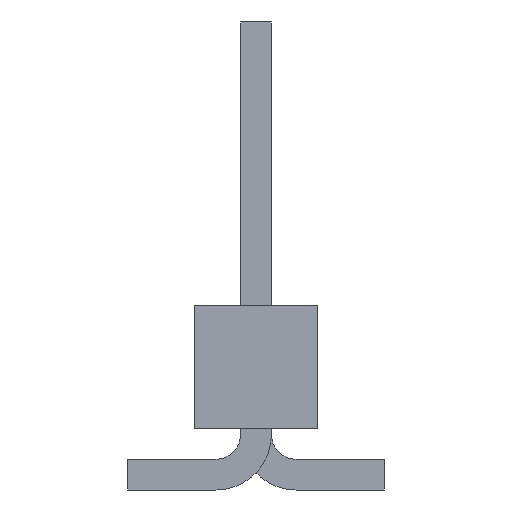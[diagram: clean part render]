
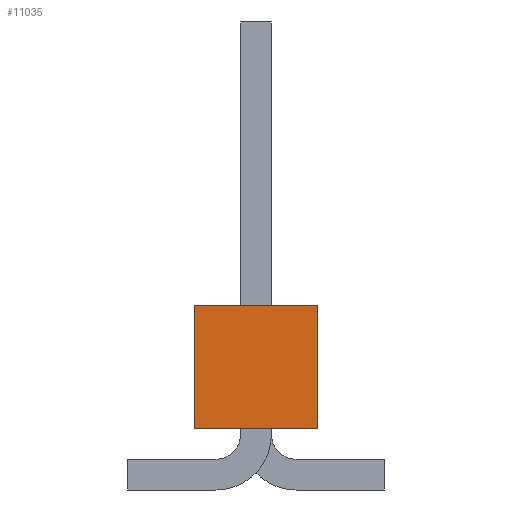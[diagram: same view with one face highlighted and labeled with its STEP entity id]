
A CAD part, left-side view. The second image highlights one B-rep face of the part: STEP entity #11035.
In plain terms, the highlighted planar face has unit normal (-1, 0, 0).
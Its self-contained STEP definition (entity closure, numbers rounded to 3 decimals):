
#1630 = VERTEX_POINT('',#1631);
#1631 = CARTESIAN_POINT('',(-58.42,1.27,-1.27));
#1637 = EDGE_CURVE('',#1630,#1638,#1640,.T.);
#1638 = VERTEX_POINT('',#1639);
#1639 = CARTESIAN_POINT('',(-58.42,1.27,1.27));
#1640 = LINE('',#1641,#1642);
#1641 = CARTESIAN_POINT('',(-58.42,1.27,-1.27));
#1642 = VECTOR('',#1643,1.);
#1643 = DIRECTION('',(0.,0.,1.));
#8986 = VERTEX_POINT('',#8987);
#8987 = CARTESIAN_POINT('',(-58.42,-1.27,1.27));
#8993 = EDGE_CURVE('',#8994,#8986,#8996,.T.);
#8994 = VERTEX_POINT('',#8995);
#8995 = CARTESIAN_POINT('',(-58.42,-1.27,-1.27));
#8996 = LINE('',#8997,#8998);
#8997 = CARTESIAN_POINT('',(-58.42,-1.27,-1.27));
#8998 = VECTOR('',#8999,1.);
#8999 = DIRECTION('',(0.,0.,1.));
#9022 = EDGE_CURVE('',#1630,#8994,#9023,.T.);
#9023 = LINE('',#9024,#9025);
#9024 = CARTESIAN_POINT('',(-58.42,1.27,-1.27));
#9025 = VECTOR('',#9026,1.);
#9026 = DIRECTION('',(0.,-1.,0.));
#11024 = EDGE_CURVE('',#1638,#8986,#11025,.T.);
#11025 = LINE('',#11026,#11027);
#11026 = CARTESIAN_POINT('',(-58.42,1.27,1.27));
#11027 = VECTOR('',#11028,1.);
#11028 = DIRECTION('',(0.,-1.,0.));
#11035 = ADVANCED_FACE('',(#11036),#11042,.F.);
#11036 = FACE_BOUND('',#11037,.T.);
#11037 = EDGE_LOOP('',(#11038,#11039,#11040,#11041));
#11038 = ORIENTED_EDGE('',*,*,#8993,.T.);
#11039 = ORIENTED_EDGE('',*,*,#11024,.F.);
#11040 = ORIENTED_EDGE('',*,*,#1637,.F.);
#11041 = ORIENTED_EDGE('',*,*,#9022,.T.);
#11042 = PLANE('',#11043);
#11043 = AXIS2_PLACEMENT_3D('',#11044,#11045,#11046);
#11044 = CARTESIAN_POINT('',(-58.42,1.27,-1.27));
#11045 = DIRECTION('',(1.,0.,0.));
#11046 = DIRECTION('',(0.,0.,-1.));
